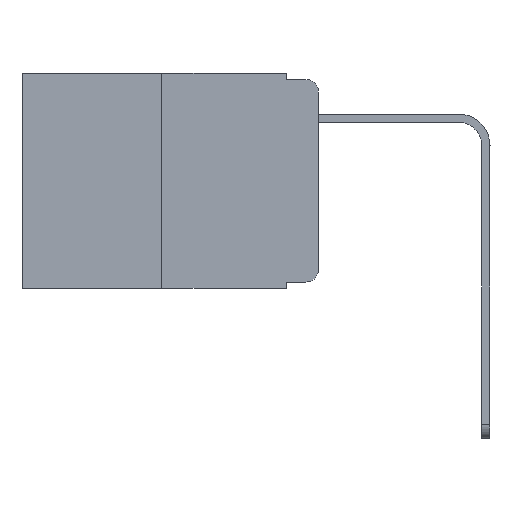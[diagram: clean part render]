
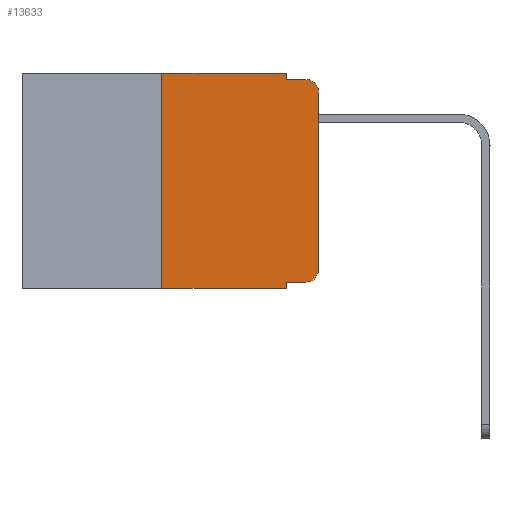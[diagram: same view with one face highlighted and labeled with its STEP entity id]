
A CAD part, left-side view. The second image highlights one B-rep face of the part: STEP entity #13633.
In plain terms, the highlighted planar face has unit normal (-1, 0, 0).
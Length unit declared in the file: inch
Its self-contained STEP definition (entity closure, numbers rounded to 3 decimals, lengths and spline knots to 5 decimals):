
#782 = ORIENTED_EDGE ( 'NONE', *, *, #5018, .T. ) ;
#920 = DIRECTION ( 'NONE',  ( -1., 0., 0. ) ) ;
#1060 = ORIENTED_EDGE ( 'NONE', *, *, #10491, .T. ) ;
#1077 = DIRECTION ( 'NONE',  ( 0., 0., -1. ) ) ;
#1190 = VERTEX_POINT ( 'NONE', #8827 ) ;
#1500 = LINE ( 'NONE', #9665, #11423 ) ;
#1608 = VECTOR ( 'NONE', #12814, 39.37008 ) ;
#1703 = VERTEX_POINT ( 'NONE', #15801 ) ;
#1727 = EDGE_CURVE ( 'NONE', #1703, #8024, #1500, .T. ) ;
#1746 = ORIENTED_EDGE ( 'NONE', *, *, #13522, .F. ) ;
#2163 = CARTESIAN_POINT ( 'NONE',  ( 0., 0.02, -0.333 ) ) ;
#2269 = DIRECTION ( 'NONE',  ( 0., 0., -1. ) ) ;
#2868 = EDGE_CURVE ( 'NONE', #13563, #1703, #3847, .T. ) ;
#2976 = LINE ( 'NONE', #7945, #4151 ) ;
#3416 = ORIENTED_EDGE ( 'NONE', *, *, #1727, .F. ) ;
#3483 = CARTESIAN_POINT ( 'NONE',  ( 0., 0.25, -0.343 ) ) ;
#3847 = LINE ( 'NONE', #11493, #10438 ) ;
#4069 = DIRECTION ( 'NONE',  ( 0., 0., -1. ) ) ;
#4151 = VECTOR ( 'NONE', #6571, 39.37008 ) ;
#4479 = CIRCLE ( 'NONE', #13569, 0.02 ) ;
#4552 = FACE_OUTER_BOUND ( 'NONE', #8564, .T. ) ;
#4718 = CARTESIAN_POINT ( 'NONE',  ( 0., 0.051, -0.343 ) ) ;
#5018 = EDGE_CURVE ( 'NONE', #9999, #11383, #14706, .T. ) ;
#5052 = VERTEX_POINT ( 'NONE', #3483 ) ;
#5116 = LINE ( 'NONE', #7909, #1608 ) ;
#5484 = CARTESIAN_POINT ( 'NONE',  ( 0., 0.473, -0.343 ) ) ;
#5769 = CARTESIAN_POINT ( 'NONE',  ( 0., 0.051, 0. ) ) ;
#5876 = EDGE_CURVE ( 'NONE', #11383, #10101, #6326, .T. ) ;
#5944 = VECTOR ( 'NONE', #10271, 39.37008 ) ;
#6248 = DIRECTION ( 'NONE',  ( 1., 0., 0. ) ) ;
#6326 = LINE ( 'NONE', #7600, #5944 ) ;
#6571 = DIRECTION ( 'NONE',  ( 0., 0., 1. ) ) ;
#6803 = ORIENTED_EDGE ( 'NONE', *, *, #14973, .T. ) ;
#6900 = CARTESIAN_POINT ( 'NONE',  ( 0., 0.25, 0. ) ) ;
#7399 = DIRECTION ( 'NONE',  ( 0., 0., -1. ) ) ;
#7600 = CARTESIAN_POINT ( 'NONE',  ( 0., 0., 0. ) ) ;
#7808 = LINE ( 'NONE', #5769, #15927 ) ;
#7820 = LINE ( 'NONE', #8539, #9965 ) ;
#7909 = CARTESIAN_POINT ( 'NONE',  ( 0., 0.051, -0.333 ) ) ;
#7945 = CARTESIAN_POINT ( 'NONE',  ( 0., 0.25, 0. ) ) ;
#8024 = VERTEX_POINT ( 'NONE', #11723 ) ;
#8070 = DIRECTION ( 'NONE',  ( 0., -1., 0. ) ) ;
#8324 = VECTOR ( 'NONE', #11650, 39.37008 ) ;
#8539 = CARTESIAN_POINT ( 'NONE',  ( 0., 0.473, 0. ) ) ;
#8564 = EDGE_LOOP ( 'NONE', ( #8826, #1060, #3416, #14087, #1746, #15565, #14694, #8618, #6803, #782 ) ) ;
#8594 = EDGE_CURVE ( 'NONE', #5052, #13944, #2976, .T. ) ;
#8618 = ORIENTED_EDGE ( 'NONE', *, *, #15729, .F. ) ;
#8826 = ORIENTED_EDGE ( 'NONE', *, *, #5876, .T. ) ;
#8827 = CARTESIAN_POINT ( 'NONE',  ( 0., 0.051, -0.333 ) ) ;
#8846 = CARTESIAN_POINT ( 'NONE',  ( 0., 0., -0.313 ) ) ;
#8854 = CARTESIAN_POINT ( 'NONE',  ( 0., 0., -0.03 ) ) ;
#8869 = CARTESIAN_POINT ( 'NONE',  ( 0., 0.473, 0. ) ) ;
#9416 = DIRECTION ( 'NONE',  ( 0., 0., -1. ) ) ;
#9665 = CARTESIAN_POINT ( 'NONE',  ( 0., 0.051, -0.01 ) ) ;
#9965 = VECTOR ( 'NONE', #12304, 39.37008 ) ;
#9999 = VERTEX_POINT ( 'NONE', #2163 ) ;
#10101 = VERTEX_POINT ( 'NONE', #8854 ) ;
#10271 = DIRECTION ( 'NONE',  ( 0., 0., 1. ) ) ;
#10438 = VECTOR ( 'NONE', #4069, 39.37008 ) ;
#10491 = EDGE_CURVE ( 'NONE', #10101, #8024, #4479, .T. ) ;
#10595 = VERTEX_POINT ( 'NONE', #4718 ) ;
#10912 = EDGE_CURVE ( 'NONE', #5052, #10595, #13402, .T. ) ;
#10990 = AXIS2_PLACEMENT_3D ( 'NONE', #11011, #14625, #1077 ) ;
#11011 = CARTESIAN_POINT ( 'NONE',  ( 0., 0.02, -0.313 ) ) ;
#11383 = VERTEX_POINT ( 'NONE', #8846 ) ;
#11423 = VECTOR ( 'NONE', #8070, 39.37008 ) ;
#11493 = CARTESIAN_POINT ( 'NONE',  ( 0., 0.051, 0. ) ) ;
#11650 = DIRECTION ( 'NONE',  ( 0., -1., 0. ) ) ;
#11723 = CARTESIAN_POINT ( 'NONE',  ( 0., 0.02, -0.01 ) ) ;
#12304 = DIRECTION ( 'NONE',  ( 0., -1., 0. ) ) ;
#12814 = DIRECTION ( 'NONE',  ( 0., -1., 0. ) ) ;
#13402 = LINE ( 'NONE', #5484, #8324 ) ;
#13522 = EDGE_CURVE ( 'NONE', #13944, #13563, #7820, .T. ) ;
#13563 = VERTEX_POINT ( 'NONE', #14572 ) ;
#13569 = AXIS2_PLACEMENT_3D ( 'NONE', #14613, #920, #2269 ) ;
#13633 = ADVANCED_FACE ( 'NONE', ( #4552 ), #13827, .F. ) ;
#13827 = PLANE ( 'NONE',  #15198 ) ;
#13944 = VERTEX_POINT ( 'NONE', #6900 ) ;
#14087 = ORIENTED_EDGE ( 'NONE', *, *, #2868, .F. ) ;
#14572 = CARTESIAN_POINT ( 'NONE',  ( 0., 0.051, 0. ) ) ;
#14613 = CARTESIAN_POINT ( 'NONE',  ( 0., 0.02, -0.03 ) ) ;
#14625 = DIRECTION ( 'NONE',  ( -1., 0., 0. ) ) ;
#14694 = ORIENTED_EDGE ( 'NONE', *, *, #10912, .T. ) ;
#14706 = CIRCLE ( 'NONE', #10990, 0.02 ) ;
#14973 = EDGE_CURVE ( 'NONE', #1190, #9999, #5116, .T. ) ;
#15198 = AXIS2_PLACEMENT_3D ( 'NONE', #8869, #6248, #7399 ) ;
#15565 = ORIENTED_EDGE ( 'NONE', *, *, #8594, .F. ) ;
#15729 = EDGE_CURVE ( 'NONE', #1190, #10595, #7808, .T. ) ;
#15801 = CARTESIAN_POINT ( 'NONE',  ( 0., 0.051, -0.01 ) ) ;
#15927 = VECTOR ( 'NONE', #9416, 39.37008 ) ;
